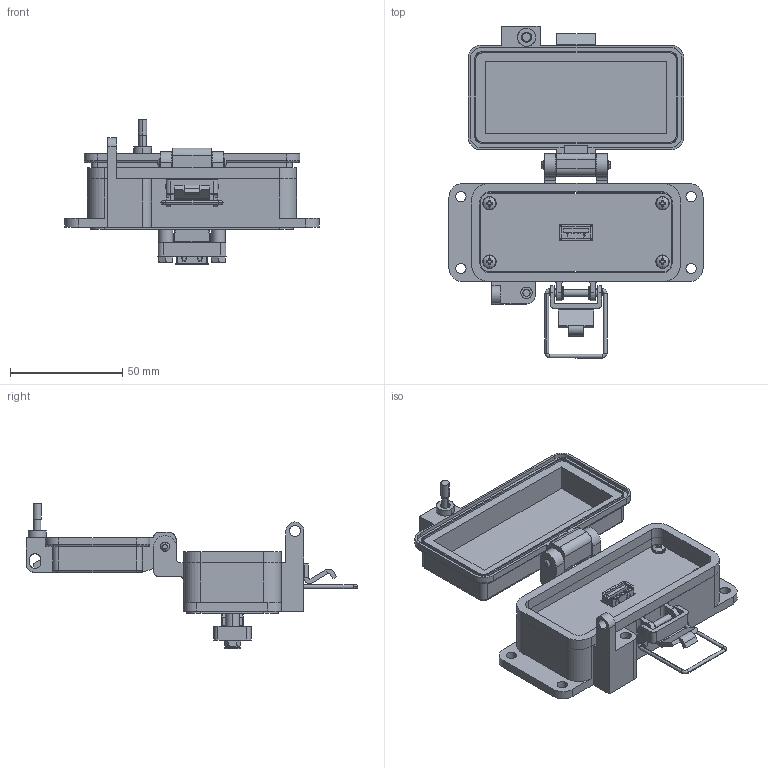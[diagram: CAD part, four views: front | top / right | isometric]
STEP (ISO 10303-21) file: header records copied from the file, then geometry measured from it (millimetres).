
FILE_DESCRIPTION (( 'STEP AP203' ), '1' );
FILE_NAME ('P-P22-F3RX_3D.STEP', '2020-03-09T19:59:31', ( '' ), ( '' ), 'SwSTEP 2.0', 'SolidWorks 2019', '' );
FILE_SCHEMA (( 'CONFIG_CONTROL_DESIGN' ));
Length unit declared in the file: millimetre
Products named in the file (12): P-P22-F3RX_BP180_1; Z-300-USB-A-FF; -F3; Z-002-4401_4HN_90675A005; Z-000-44011_4FH_90273A117; P-P22-F3RX_3D; Z-001-SPR_3_4; P-P22-F3RX_FP060_1; Z-H-F3_B; 92005A124_METRIC PAN HEAD PHILLIPS MACHINE SCREW_92005A124; P-P22-F3RX_TP240_1; P22
Assembly tree (17 placements, depth 3):
  P-P22-F3RX_3D
    P-P22-F3RX_BP180_1
    P22
      Z-300-USB-A-FF
    P-P22-F3RX_TP240_1
    Z-000-44011_4FH_90273A117  x2
    Z-001-SPR_3_4  x2
    Z-002-4401_4HN_90675A005  x2
    P-P22-F3RX_FP060_1
    -F3
      Z-H-F3_B
    92005A124_METRIC PAN HEAD PHILLIPS MACHINE SCREW_92005A124  x4
Bounding box: 113 x 147.61 x 64.54 mm (x, y, z)
Volume: 88815.2 mm3; surface area: 68694.4 mm2
Topology: 24 solids, 24 shells, 2301 faces, 6509 edges, 4288 vertices
Faces by surface type: cylinder 1291, plane 712, bspline 128, cone 126, sphere 24, torus 20
Entity records: 56831 total; most frequent: CARTESIAN_POINT 20743, ORIENTED_EDGE 8014, DIRECTION 6348, EDGE_CURVE 4007, VERTEX_POINT 2641, LINE 2278, VECTOR 2278, AXIS2_PLACEMENT_3D 2035
